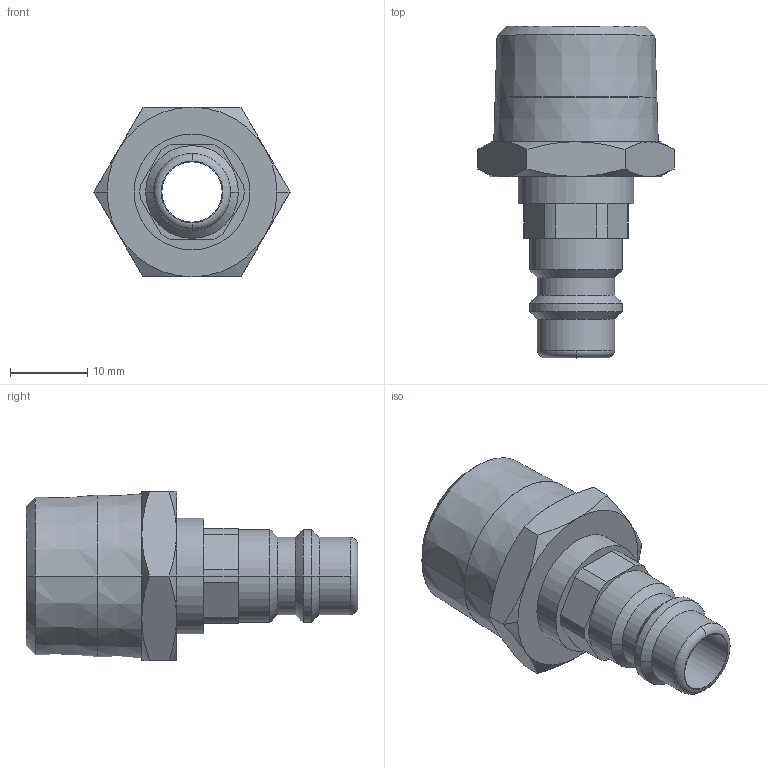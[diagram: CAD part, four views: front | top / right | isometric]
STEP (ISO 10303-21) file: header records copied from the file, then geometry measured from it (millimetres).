
FILE_DESCRIPTION(('STEP AP214'),'1');
FILE_NAME('esik_12_nars.stp','2020-03-05T09:14:48',('TraceParts'),('TraceParts S.A.'),'Spatial InterOp 3D',' ',' ');
FILE_SCHEMA(('automotive_design'));
Length unit declared in the file: millimetre
Products named in the file (1): 1
Bounding box: 25.4 x 43 x 22 mm (x, y, z)
Volume: 7536.1 mm3; surface area: 4027.7 mm2
Topology: 1 solids, 1 shells, 70 faces, 159 edges, 97 vertices
Faces by surface type: cone 28, cylinder 20, plane 20, torus 2
Entity records: 2566 total; most frequent: CARTESIAN_POINT 423, DIRECTION 352, ORIENTED_EDGE 318, EDGE_CURVE 159, AXIS2_PLACEMENT_3D 146, VERTEX_POINT 97, EDGE_LOOP 78, CIRCLE 75
